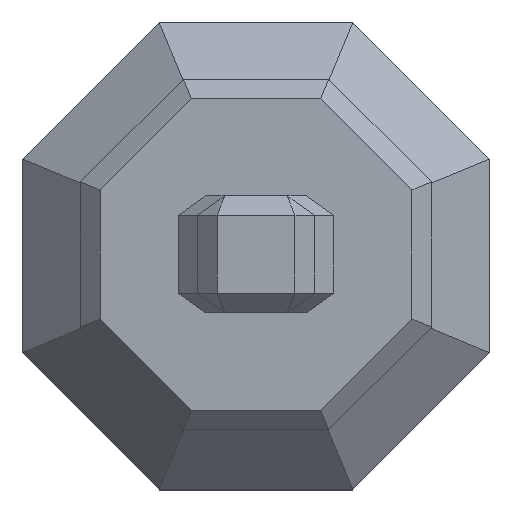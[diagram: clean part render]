
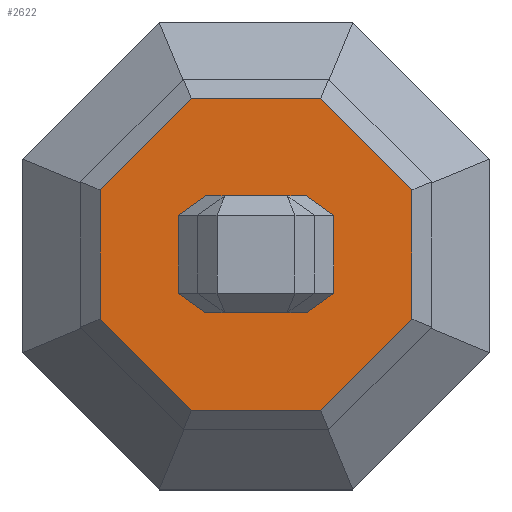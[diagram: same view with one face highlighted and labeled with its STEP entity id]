
A CAD part, top view. The second image highlights one B-rep face of the part: STEP entity #2622.
In plain terms, the highlighted planar face has unit normal (0, 0, 1).
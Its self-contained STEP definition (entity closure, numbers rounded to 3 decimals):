
#15=FACE_BOUND('',#346,.T.);
#172=FACE_OUTER_BOUND('',#345,.T.);
#345=EDGE_LOOP('',(#2217,#2218,#2219,#2220,#2221,#2222,#2223,#2224));
#346=EDGE_LOOP('',(#2225,#2226,#2227,#2228));
#593=LINE('',#3989,#943);
#640=LINE('',#4082,#990);
#647=LINE('',#4096,#997);
#680=LINE('',#4161,#1030);
#681=LINE('',#4166,#1031);
#682=LINE('',#4168,#1032);
#683=LINE('',#4170,#1033);
#684=LINE('',#4172,#1034);
#685=LINE('',#4174,#1035);
#686=LINE('',#4176,#1036);
#687=LINE('',#4178,#1037);
#688=LINE('',#4179,#1038);
#943=VECTOR('',#3286,5.);
#990=VECTOR('',#3371,5.);
#997=VECTOR('',#3384,5.);
#1030=VECTOR('',#3455,5.);
#1031=VECTOR('',#3460,5.);
#1032=VECTOR('',#3461,5.);
#1033=VECTOR('',#3462,5.);
#1034=VECTOR('',#3463,5.);
#1035=VECTOR('',#3464,5.);
#1036=VECTOR('',#3465,5.);
#1037=VECTOR('',#3466,5.);
#1038=VECTOR('',#3467,5.);
#1181=VERTEX_POINT('',#3986);
#1182=VERTEX_POINT('',#3988);
#1209=VERTEX_POINT('',#4081);
#1211=VERTEX_POINT('',#4087);
#1227=VERTEX_POINT('',#4164);
#1228=VERTEX_POINT('',#4165);
#1229=VERTEX_POINT('',#4167);
#1230=VERTEX_POINT('',#4169);
#1231=VERTEX_POINT('',#4171);
#1232=VERTEX_POINT('',#4173);
#1233=VERTEX_POINT('',#4175);
#1234=VERTEX_POINT('',#4177);
#1473=EDGE_CURVE('',#1182,#1181,#593,.T.);
#1520=EDGE_CURVE('',#1209,#1182,#640,.T.);
#1527=EDGE_CURVE('',#1211,#1209,#647,.T.);
#1560=EDGE_CURVE('',#1181,#1211,#680,.T.);
#1561=EDGE_CURVE('',#1227,#1228,#681,.T.);
#1562=EDGE_CURVE('',#1229,#1227,#682,.T.);
#1563=EDGE_CURVE('',#1230,#1229,#683,.T.);
#1564=EDGE_CURVE('',#1231,#1230,#684,.T.);
#1565=EDGE_CURVE('',#1232,#1231,#685,.T.);
#1566=EDGE_CURVE('',#1233,#1232,#686,.T.);
#1567=EDGE_CURVE('',#1234,#1233,#687,.T.);
#1568=EDGE_CURVE('',#1228,#1234,#688,.T.);
#2217=ORIENTED_EDGE('',*,*,#1561,.F.);
#2218=ORIENTED_EDGE('',*,*,#1562,.F.);
#2219=ORIENTED_EDGE('',*,*,#1563,.F.);
#2220=ORIENTED_EDGE('',*,*,#1564,.F.);
#2221=ORIENTED_EDGE('',*,*,#1565,.F.);
#2222=ORIENTED_EDGE('',*,*,#1566,.F.);
#2223=ORIENTED_EDGE('',*,*,#1567,.F.);
#2224=ORIENTED_EDGE('',*,*,#1568,.F.);
#2225=ORIENTED_EDGE('',*,*,#1473,.T.);
#2226=ORIENTED_EDGE('',*,*,#1560,.T.);
#2227=ORIENTED_EDGE('',*,*,#1527,.T.);
#2228=ORIENTED_EDGE('',*,*,#1520,.T.);
#2449=PLANE('',#2809);
#2622=ADVANCED_FACE('',(#172,#15),#2449,.T.);
#2809=AXIS2_PLACEMENT_3D('',#4163,#3458,#3459);
#3286=DIRECTION('',(1.,0.,0.));
#3371=DIRECTION('',(0.,1.,0.));
#3384=DIRECTION('',(-1.,0.,0.));
#3455=DIRECTION('',(0.,-1.,0.));
#3458=DIRECTION('center_axis',(0.,0.,1.));
#3459=DIRECTION('ref_axis',(1.,0.,0.));
#3460=DIRECTION('',(0.,1.,0.));
#3461=DIRECTION('',(-0.707,0.707,0.));
#3462=DIRECTION('',(-1.,0.,0.));
#3463=DIRECTION('',(-0.707,-0.707,0.));
#3464=DIRECTION('',(0.,-1.,0.));
#3465=DIRECTION('',(0.707,-0.707,0.));
#3466=DIRECTION('',(1.,0.,0.));
#3467=DIRECTION('',(0.707,0.707,0.));
#3986=CARTESIAN_POINT('',(-2.,6.,76.));
#3988=CARTESIAN_POINT('',(-6.,6.,76.));
#3989=CARTESIAN_POINT('',(-4.5,6.,76.));
#4081=CARTESIAN_POINT('',(-6.,2.,76.));
#4082=CARTESIAN_POINT('',(-6.,4.,76.));
#4087=CARTESIAN_POINT('',(-2.,2.,76.));
#4096=CARTESIAN_POINT('',(-4.5,2.,76.));
#4161=CARTESIAN_POINT('',(-2.,4.,76.));
#4163=CARTESIAN_POINT('Origin',(-4.,4.,76.));
#4164=CARTESIAN_POINT('',(-12.,0.686,76.));
#4165=CARTESIAN_POINT('',(-12.,7.314,76.));
#4166=CARTESIAN_POINT('',(-12.,5.864,76.));
#4167=CARTESIAN_POINT('',(-7.314,-4.,76.));
#4168=CARTESIAN_POINT('',(-10.975,-0.339,76.));
#4169=CARTESIAN_POINT('',(-0.686,-4.,76.));
#4170=CARTESIAN_POINT('',(-5.864,-4.,76.));
#4171=CARTESIAN_POINT('',(4.,0.686,76.));
#4172=CARTESIAN_POINT('',(0.339,-2.975,76.));
#4173=CARTESIAN_POINT('',(4.,7.314,76.));
#4174=CARTESIAN_POINT('',(4.,2.136,76.));
#4175=CARTESIAN_POINT('',(-0.686,12.,76.));
#4176=CARTESIAN_POINT('',(2.975,8.339,76.));
#4177=CARTESIAN_POINT('',(-7.314,12.,76.));
#4178=CARTESIAN_POINT('',(-2.136,12.,76.));
#4179=CARTESIAN_POINT('',(-8.339,10.975,76.));
